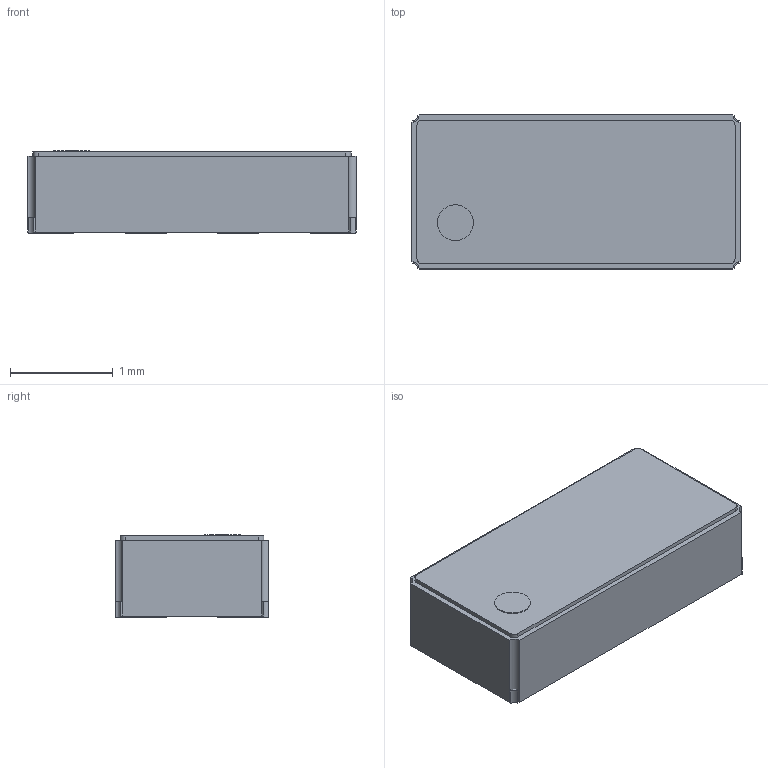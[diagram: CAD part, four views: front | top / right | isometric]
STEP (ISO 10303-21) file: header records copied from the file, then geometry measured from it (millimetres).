
FILE_DESCRIPTION(('FreeCAD Model'),'2;1');
FILE_NAME('1789183.3.3.stp','2020-10-15T11:22:43',( 'Author'),(''),'Open CASCADE STEP processor 6.9','FreeCAD','Unknown' );
FILE_SCHEMA(('AUTOMOTIVE_DESIGN { 1 0 10303 214 1 1 1 1 }'));
Length unit declared in the file: millimetre
Products named in the file (9): ASSEMBLY; Rect2; Rect3; Rect4; Rect5; Pad5; Pad13; Body; Terminal
Assembly tree (8 placements, depth 2):
  ASSEMBLY
    Rect2
    Rect3
    Rect4
    Rect5
    Pad5
    Pad13
    Body
    Terminal
Bounding box: 3.2 x 1.5 x 0.8 mm (x, y, z)
Volume: 3.9 mm3; surface area: 30.7 mm2
Topology: 11 solids, 11 shells, 85 faces, 189 edges, 126 vertices
Faces by surface type: plane 71, cylinder 14
Entity records: 5035 total; most frequent: CARTESIAN_POINT 891, DIRECTION 739, LINE 479, VECTOR 479, ORIENTED_EDGE 378, PCURVE 378, DEFINITIONAL_REPRESENTATION 378, EDGE_CURVE 189
